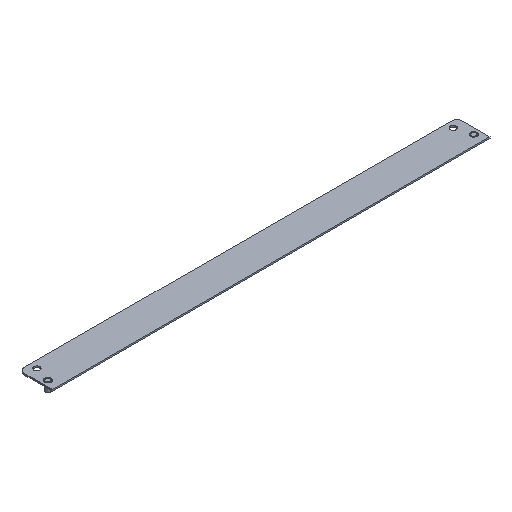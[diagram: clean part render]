
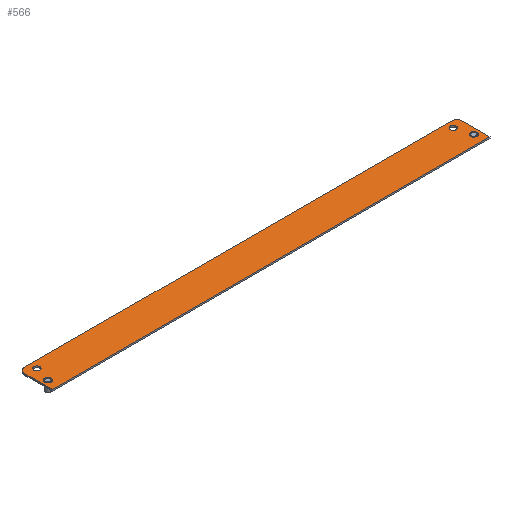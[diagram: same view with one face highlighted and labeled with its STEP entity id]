
A CAD part, isometric view. The second image highlights one B-rep face of the part: STEP entity #566.
In plain terms, the highlighted planar face has unit normal (0, 0, 1).
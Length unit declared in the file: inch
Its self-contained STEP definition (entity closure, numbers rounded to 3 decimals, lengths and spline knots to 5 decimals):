
#5 = DIRECTION ( 'NONE',  ( 1., 0., 0. ) ) ;
#36 = LINE ( 'NONE', #461, #165 ) ;
#40 = PLANE ( 'NONE',  #756 ) ;
#78 = EDGE_CURVE ( 'NONE', #1009, #1017, #36, .T. ) ;
#82 = ORIENTED_EDGE ( 'NONE', *, *, #121, .T. ) ;
#90 = DIRECTION ( 'NONE',  ( 1., 0., 0. ) ) ;
#110 = VECTOR ( 'NONE', #1002, 39.37008 ) ;
#121 = EDGE_CURVE ( 'NONE', #889, #889, #788, .T. ) ;
#128 = CIRCLE ( 'NONE', #411, 0.156 ) ;
#131 = CIRCLE ( 'NONE', #759, 0.156 ) ;
#155 = LINE ( 'NONE', #763, #322 ) ;
#158 = EDGE_CURVE ( 'NONE', #927, #1009, #1089, .T. ) ;
#160 = CARTESIAN_POINT ( 'NONE',  ( -11.5625, 0.625, 0. ) ) ;
#165 = VECTOR ( 'NONE', #727, 39.37008 ) ;
#176 = CARTESIAN_POINT ( 'NONE',  ( -11.125, -0.328, 0. ) ) ;
#178 = CARTESIAN_POINT ( 'NONE',  ( 11.5625, 0.625, 0. ) ) ;
#183 = VERTEX_POINT ( 'NONE', #676 ) ;
#192 = EDGE_CURVE ( 'NONE', #183, #460, #920, .T. ) ;
#219 = VECTOR ( 'NONE', #5, 39.37008 ) ;
#232 = DIRECTION ( 'NONE',  ( 0., 0., 1. ) ) ;
#250 = CARTESIAN_POINT ( 'NONE',  ( -11.25, -0.328, 0. ) ) ;
#256 = VERTEX_POINT ( 'NONE', #176 ) ;
#265 = VERTEX_POINT ( 'NONE', #794 ) ;
#268 = EDGE_LOOP ( 'NONE', ( #843 ) ) ;
#279 = EDGE_LOOP ( 'NONE', ( #784 ) ) ;
#286 = EDGE_CURVE ( 'NONE', #966, #966, #128, .T. ) ;
#299 = AXIS2_PLACEMENT_3D ( 'NONE', #250, #599, #519 ) ;
#307 = CARTESIAN_POINT ( 'NONE',  ( 0., -0.875, 0. ) ) ;
#314 = DIRECTION ( 'NONE',  ( 0., 0., -1. ) ) ;
#322 = VECTOR ( 'NONE', #757, 39.37008 ) ;
#326 = FACE_BOUND ( 'NONE', #268, .T. ) ;
#349 = ORIENTED_EDGE ( 'NONE', *, *, #483, .F. ) ;
#363 = CARTESIAN_POINT ( 'NONE',  ( -11.3125, 0.625, 0. ) ) ;
#364 = ORIENTED_EDGE ( 'NONE', *, *, #78, .F. ) ;
#369 = CARTESIAN_POINT ( 'NONE',  ( 11.5625, -0.875, 0. ) ) ;
#403 = ORIENTED_EDGE ( 'NONE', *, *, #813, .T. ) ;
#410 = CARTESIAN_POINT ( 'NONE',  ( 11.25, -0.328, 0. ) ) ;
#411 = AXIS2_PLACEMENT_3D ( 'NONE', #1042, #893, #547 ) ;
#446 = CARTESIAN_POINT ( 'NONE',  ( 11.375, -0.328, 0. ) ) ;
#460 = VERTEX_POINT ( 'NONE', #692 ) ;
#461 = CARTESIAN_POINT ( 'NONE',  ( -11.5625, 0., 0. ) ) ;
#482 = DIRECTION ( 'NONE',  ( 1., 0., 0. ) ) ;
#483 = EDGE_CURVE ( 'NONE', #460, #977, #827, .T. ) ;
#484 = AXIS2_PLACEMENT_3D ( 'NONE', #410, #314, #671 ) ;
#496 = FACE_BOUND ( 'NONE', #516, .T. ) ;
#516 = EDGE_LOOP ( 'NONE', ( #403 ) ) ;
#519 = DIRECTION ( 'NONE',  ( 1., 0., 0. ) ) ;
#522 = DIRECTION ( 'NONE',  ( 0., 0., -1. ) ) ;
#547 = DIRECTION ( 'NONE',  ( 1., 0., 0. ) ) ;
#566 = ADVANCED_FACE ( 'NONE', ( #653, #496, #844, #326, #990 ), #40, .T. ) ;
#583 = EDGE_LOOP ( 'NONE', ( #82 ) ) ;
#587 = CARTESIAN_POINT ( 'NONE',  ( 0., 0.875, 0. ) ) ;
#591 = CARTESIAN_POINT ( 'NONE',  ( -11.5625, -0.875, 0. ) ) ;
#599 = DIRECTION ( 'NONE',  ( 0., 0., -1. ) ) ;
#619 = ORIENTED_EDGE ( 'NONE', *, *, #192, .F. ) ;
#623 = ORIENTED_EDGE ( 'NONE', *, *, #1077, .F. ) ;
#624 = EDGE_LOOP ( 'NONE', ( #623, #349, #619, #941, #364, #945 ) ) ;
#649 = CIRCLE ( 'NONE', #299, 0.125 ) ;
#653 = FACE_BOUND ( 'NONE', #583, .T. ) ;
#666 = CIRCLE ( 'NONE', #1080, 0.25 ) ;
#671 = DIRECTION ( 'NONE',  ( 1., 0., 0. ) ) ;
#674 = DIRECTION ( 'NONE',  ( 1., 0., 0. ) ) ;
#676 = CARTESIAN_POINT ( 'NONE',  ( -11.3125, 0.875, 0. ) ) ;
#677 = CARTESIAN_POINT ( 'NONE',  ( -11., 0.5, 0. ) ) ;
#692 = CARTESIAN_POINT ( 'NONE',  ( 11.3125, 0.875, 0. ) ) ;
#727 = DIRECTION ( 'NONE',  ( 0., 1., 0. ) ) ;
#756 = AXIS2_PLACEMENT_3D ( 'NONE', #1066, #232, #482 ) ;
#757 = DIRECTION ( 'NONE',  ( 0., -1., 0. ) ) ;
#759 = AXIS2_PLACEMENT_3D ( 'NONE', #677, #854, #866 ) ;
#763 = CARTESIAN_POINT ( 'NONE',  ( 11.5625, 0., 0. ) ) ;
#766 = EDGE_CURVE ( 'NONE', #265, #265, #131, .T. ) ;
#769 = CARTESIAN_POINT ( 'NONE',  ( 11.3125, 0.625, 0. ) ) ;
#784 = ORIENTED_EDGE ( 'NONE', *, *, #286, .T. ) ;
#788 = CIRCLE ( 'NONE', #484, 0.125 ) ;
#794 = CARTESIAN_POINT ( 'NONE',  ( -10.844, 0.5, 0. ) ) ;
#813 = EDGE_CURVE ( 'NONE', #256, #256, #649, .T. ) ;
#827 = CIRCLE ( 'NONE', #985, 0.25 ) ;
#843 = ORIENTED_EDGE ( 'NONE', *, *, #766, .T. ) ;
#844 = FACE_BOUND ( 'NONE', #279, .T. ) ;
#854 = DIRECTION ( 'NONE',  ( 0., 0., -1. ) ) ;
#866 = DIRECTION ( 'NONE',  ( 1., 0., 0. ) ) ;
#886 = EDGE_CURVE ( 'NONE', #1017, #183, #666, .T. ) ;
#889 = VERTEX_POINT ( 'NONE', #446 ) ;
#893 = DIRECTION ( 'NONE',  ( 0., 0., -1. ) ) ;
#920 = LINE ( 'NONE', #587, #219 ) ;
#927 = VERTEX_POINT ( 'NONE', #369 ) ;
#941 = ORIENTED_EDGE ( 'NONE', *, *, #886, .F. ) ;
#945 = ORIENTED_EDGE ( 'NONE', *, *, #158, .F. ) ;
#959 = CARTESIAN_POINT ( 'NONE',  ( 11.156, 0.5, 0. ) ) ;
#966 = VERTEX_POINT ( 'NONE', #959 ) ;
#977 = VERTEX_POINT ( 'NONE', #178 ) ;
#985 = AXIS2_PLACEMENT_3D ( 'NONE', #769, #522, #674 ) ;
#990 = FACE_OUTER_BOUND ( 'NONE', #624, .T. ) ;
#1002 = DIRECTION ( 'NONE',  ( -1., 0., 0. ) ) ;
#1009 = VERTEX_POINT ( 'NONE', #591 ) ;
#1017 = VERTEX_POINT ( 'NONE', #160 ) ;
#1042 = CARTESIAN_POINT ( 'NONE',  ( 11., 0.5, 0. ) ) ;
#1046 = DIRECTION ( 'NONE',  ( 0., 0., -1. ) ) ;
#1066 = CARTESIAN_POINT ( 'NONE',  ( 0., 0., 0. ) ) ;
#1077 = EDGE_CURVE ( 'NONE', #977, #927, #155, .T. ) ;
#1080 = AXIS2_PLACEMENT_3D ( 'NONE', #363, #1046, #90 ) ;
#1089 = LINE ( 'NONE', #307, #110 ) ;
